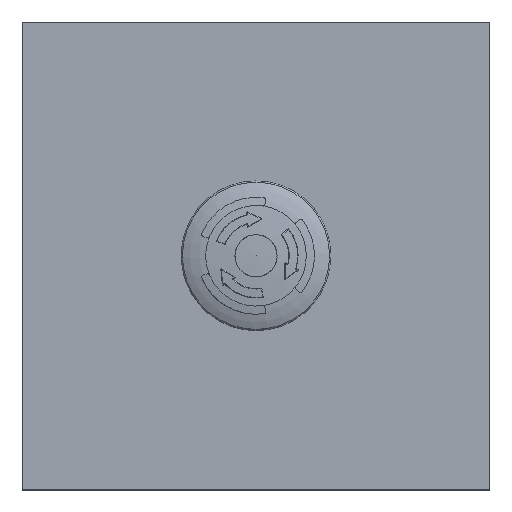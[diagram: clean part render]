
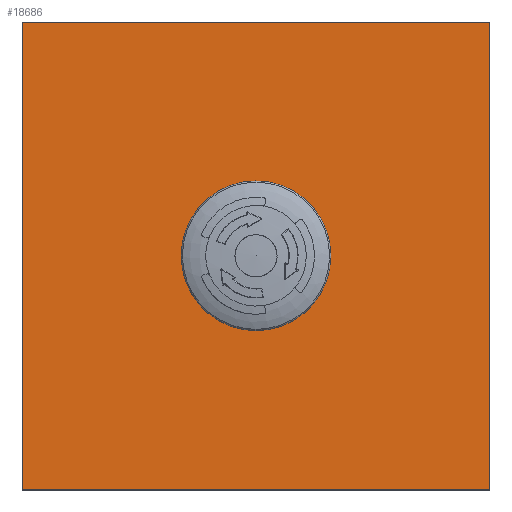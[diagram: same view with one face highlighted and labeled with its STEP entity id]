
A CAD part, top view. The second image highlights one B-rep face of the part: STEP entity #18686.
In plain terms, the highlighted planar face has unit normal (0, 0, 1).
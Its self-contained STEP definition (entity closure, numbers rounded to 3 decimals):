
#2995=CIRCLE('',#20874,11.);
#8595=ORIENTED_EDGE('',*,*,#11405,.T.);
#8596=ORIENTED_EDGE('',*,*,#11397,.T.);
#8597=ORIENTED_EDGE('',*,*,#11401,.T.);
#8598=ORIENTED_EDGE('',*,*,#11404,.T.);
#8599=ORIENTED_EDGE('',*,*,#11408,.T.);
#11397=EDGE_CURVE('',#13177,#13176,#13906,.T.);
#11401=EDGE_CURVE('',#13176,#13179,#13910,.T.);
#11404=EDGE_CURVE('',#13179,#13181,#13913,.T.);
#11405=EDGE_CURVE('',#13182,#13182,#2995,.T.);
#11408=EDGE_CURVE('',#13181,#13177,#13915,.T.);
#13176=VERTEX_POINT('',#38950);
#13177=VERTEX_POINT('',#38952);
#13179=VERTEX_POINT('',#38958);
#13181=VERTEX_POINT('',#38964);
#13182=VERTEX_POINT('',#38968);
#13906=LINE('',#38951,#14638);
#13910=LINE('',#38959,#14642);
#13913=LINE('',#38965,#14645);
#13915=LINE('',#38973,#14647);
#14638=VECTOR('',#25652,1000.);
#14642=VECTOR('',#25658,1000.);
#14645=VECTOR('',#25663,1000.);
#14647=VECTOR('',#25673,1000.);
#15935=EDGE_LOOP('',(#8595));
#15936=EDGE_LOOP('',(#8596,#8597,#8598,#8599));
#17226=FACE_BOUND('',#15935,.T.);
#17227=FACE_BOUND('',#15936,.T.);
#17533=PLANE('',#20877);
#18686=ADVANCED_FACE('',(#17226,#17227),#17533,.T.);
#20874=AXIS2_PLACEMENT_3D('',#38967,#25666,#25667);
#20877=AXIS2_PLACEMENT_3D('',#38974,#25674,#25675);
#25652=DIRECTION('',(0.,-1.,0.));
#25658=DIRECTION('',(1.,0.,0.));
#25663=DIRECTION('',(0.,1.,0.));
#25666=DIRECTION('',(0.,0.,-1.));
#25667=DIRECTION('',(1.,0.,0.));
#25673=DIRECTION('',(-1.,0.,0.));
#25674=DIRECTION('',(0.,0.,1.));
#25675=DIRECTION('',(1.,0.,0.));
#38950=CARTESIAN_POINT('',(-50.,-50.,-0.001));
#38951=CARTESIAN_POINT('',(-50.,50.,-0.001));
#38952=CARTESIAN_POINT('',(-50.,50.,-0.001));
#38958=CARTESIAN_POINT('',(50.,-50.,-0.001));
#38959=CARTESIAN_POINT('',(-50.,-50.,-0.001));
#38964=CARTESIAN_POINT('',(50.,50.,-0.001));
#38965=CARTESIAN_POINT('',(50.,-50.,-0.001));
#38967=CARTESIAN_POINT('',(0.,0.,-0.001));
#38968=CARTESIAN_POINT('',(11.,0.,-0.001));
#38973=CARTESIAN_POINT('',(50.,50.,-0.001));
#38974=CARTESIAN_POINT('',(0.,0.,-0.001));
